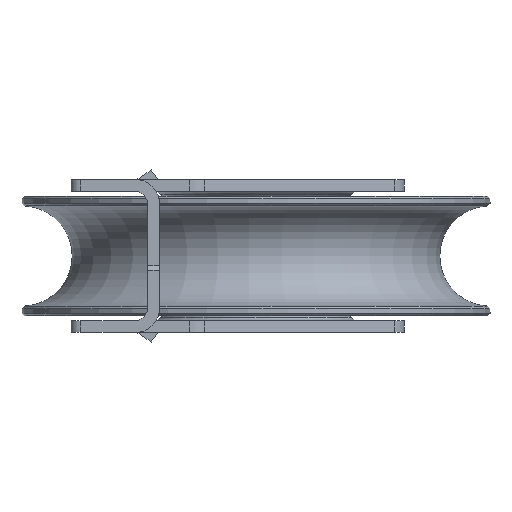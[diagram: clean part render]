
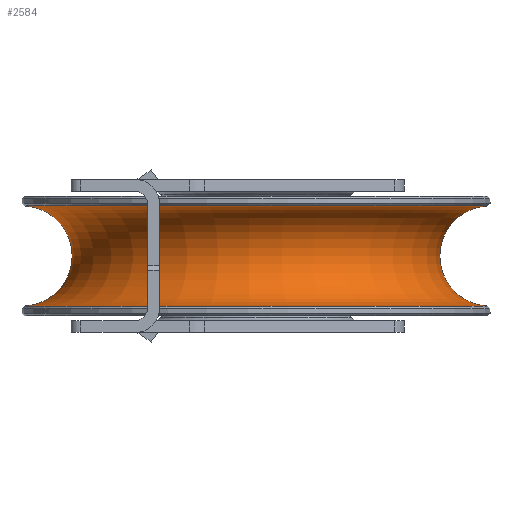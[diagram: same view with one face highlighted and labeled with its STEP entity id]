
A CAD part, left-side view. The second image highlights one B-rep face of the part: STEP entity #2584.
In plain terms, the highlighted toroidal (fillet/blend) face has major radius 49 mm and minor radius 10.5 mm.
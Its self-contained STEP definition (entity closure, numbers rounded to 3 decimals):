
#70=TOROIDAL_SURFACE('',#2881,49.,10.5);
#249=FACE_OUTER_BOUND('',#395,.T.);
#395=EDGE_LOOP('',(#1871,#1872,#1873,#1874,#1875,#1876));
#904=CIRCLE('',#2847,48.501);
#905=CIRCLE('',#2848,48.501);
#913=CIRCLE('',#2863,48.501);
#914=CIRCLE('',#2864,48.501);
#925=CIRCLE('',#2882,10.5);
#1117=VERTEX_POINT('',#4125);
#1118=VERTEX_POINT('',#4127);
#1126=VERTEX_POINT('',#4155);
#1127=VERTEX_POINT('',#4157);
#1414=EDGE_CURVE('',#1117,#1118,#904,.T.);
#1415=EDGE_CURVE('',#1118,#1117,#905,.T.);
#1428=EDGE_CURVE('',#1126,#1127,#913,.T.);
#1429=EDGE_CURVE('',#1127,#1126,#914,.T.);
#1443=EDGE_CURVE('',#1127,#1118,#925,.T.);
#1871=ORIENTED_EDGE('',*,*,#1428,.F.);
#1872=ORIENTED_EDGE('',*,*,#1429,.F.);
#1873=ORIENTED_EDGE('',*,*,#1443,.T.);
#1874=ORIENTED_EDGE('',*,*,#1414,.F.);
#1875=ORIENTED_EDGE('',*,*,#1415,.F.);
#1876=ORIENTED_EDGE('',*,*,#1443,.F.);
#2584=ADVANCED_FACE('',(#249),#70,.F.);
#2847=AXIS2_PLACEMENT_3D('',#4128,#3235,#3236);
#2848=AXIS2_PLACEMENT_3D('',#4129,#3237,#3238);
#2863=AXIS2_PLACEMENT_3D('',#4158,#3272,#3273);
#2864=AXIS2_PLACEMENT_3D('',#4159,#3274,#3275);
#2881=AXIS2_PLACEMENT_3D('',#4189,#3311,#3312);
#2882=AXIS2_PLACEMENT_3D('',#4190,#3313,#3314);
#3235=DIRECTION('center_axis',(0.,0.,-1.));
#3236=DIRECTION('ref_axis',(-1.,0.,0.));
#3237=DIRECTION('center_axis',(0.,0.,-1.));
#3238=DIRECTION('ref_axis',(-1.,0.,0.));
#3272=DIRECTION('center_axis',(0.,0.,1.));
#3273=DIRECTION('ref_axis',(-1.,0.,0.));
#3274=DIRECTION('center_axis',(0.,0.,1.));
#3275=DIRECTION('ref_axis',(-1.,0.,0.));
#3311=DIRECTION('center_axis',(0.,0.,1.));
#3312=DIRECTION('ref_axis',(1.,0.,0.));
#3313=DIRECTION('center_axis',(0.,1.,0.));
#3314=DIRECTION('ref_axis',(-1.,0.,0.));
#4125=CARTESIAN_POINT('',(48.501,0.,-10.488));
#4127=CARTESIAN_POINT('',(-48.501,0.,-10.488));
#4128=CARTESIAN_POINT('Origin',(0.,0.,-10.488));
#4129=CARTESIAN_POINT('Origin',(0.,0.,-10.488));
#4155=CARTESIAN_POINT('',(48.501,0.,10.488));
#4157=CARTESIAN_POINT('',(-48.501,0.,10.488));
#4158=CARTESIAN_POINT('Origin',(0.,0.,10.488));
#4159=CARTESIAN_POINT('Origin',(0.,0.,10.488));
#4189=CARTESIAN_POINT('Origin',(0.,0.,0.));
#4190=CARTESIAN_POINT('Origin',(-49.,0.,0.));
